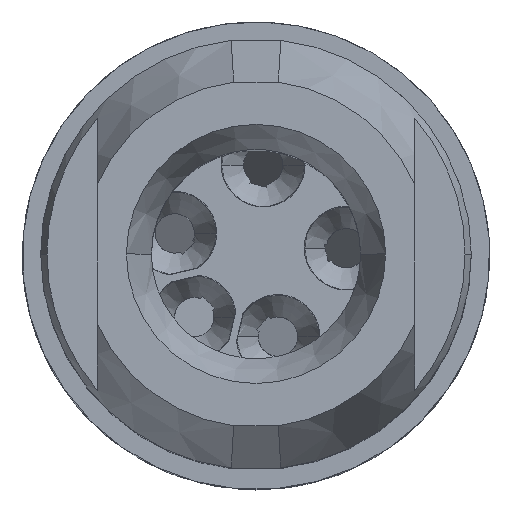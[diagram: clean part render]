
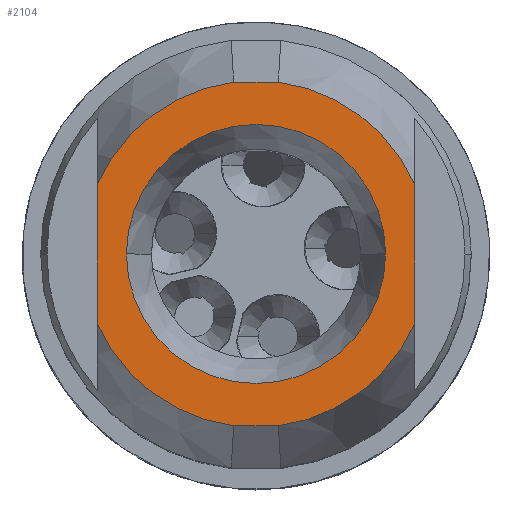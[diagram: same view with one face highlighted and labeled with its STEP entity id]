
A CAD part, top view. The second image highlights one B-rep face of the part: STEP entity #2104.
In plain terms, the highlighted planar face has unit normal (0, 0, 1).
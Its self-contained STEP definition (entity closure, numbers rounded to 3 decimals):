
#1756=AXIS2_PLACEMENT_3D('Circle Axis2P3D',#1754,#1755,$) ;
#1807=AXIS2_PLACEMENT_3D('Circle Axis2P3D',#1805,#1806,$) ;
#1868=AXIS2_PLACEMENT_3D('Circle Axis2P3D',#1866,#1867,$) ;
#1919=AXIS2_PLACEMENT_3D('Circle Axis2P3D',#1917,#1918,$) ;
#2056=AXIS2_PLACEMENT_3D('Plane Axis2P3D',#2053,#2054,#2055) ;
#2080=AXIS2_PLACEMENT_3D('Circle Axis2P3D',#2078,#2079,$) ;
#2089=AXIS2_PLACEMENT_3D('Circle Axis2P3D',#2087,#2088,$) ;
#2096=AXIS2_PLACEMENT_3D('Circle Axis2P3D',#2094,#2095,$) ;
#1710=CARTESIAN_POINT('Line Origine',(9.5,2.519,62.325)) ;
#1714=CARTESIAN_POINT('Vertex',(8.594,2.519,62.325)) ;
#1716=CARTESIAN_POINT('Vertex',(10.406,2.519,62.325)) ;
#1754=CARTESIAN_POINT('Axis2P3D Location',(9.5,9.5,62.325)) ;
#1758=CARTESIAN_POINT('Vertex',(3.05,6.68,62.325)) ;
#1802=CARTESIAN_POINT('Vertex',(3.05,12.32,62.325)) ;
#1805=CARTESIAN_POINT('Axis2P3D Location',(9.5,9.5,62.325)) ;
#1809=CARTESIAN_POINT('Vertex',(8.594,16.481,62.325)) ;
#1832=CARTESIAN_POINT('Line Origine',(9.5,16.481,62.325)) ;
#1836=CARTESIAN_POINT('Vertex',(10.406,16.481,62.325)) ;
#1866=CARTESIAN_POINT('Axis2P3D Location',(9.5,9.5,62.325)) ;
#1870=CARTESIAN_POINT('Vertex',(15.95,12.32,62.325)) ;
#1914=CARTESIAN_POINT('Vertex',(15.95,6.68,62.325)) ;
#1917=CARTESIAN_POINT('Axis2P3D Location',(9.5,9.5,62.325)) ;
#2053=CARTESIAN_POINT('Axis2P3D Location',(9.5,15.652,62.325)) ;
#2058=CARTESIAN_POINT('Line Origine',(3.05,9.5,62.325)) ;
#2063=CARTESIAN_POINT('Line Origine',(15.95,9.5,62.325)) ;
#2078=CARTESIAN_POINT('Axis2P3D Location',(9.5,9.5,62.325)) ;
#2082=CARTESIAN_POINT('Vertex',(9.5,14.764,62.325)) ;
#2084=CARTESIAN_POINT('Vertex',(4.236,9.5,62.325)) ;
#2087=CARTESIAN_POINT('Axis2P3D Location',(9.5,9.5,62.325)) ;
#2091=CARTESIAN_POINT('Vertex',(14.764,9.5,62.325)) ;
#2094=CARTESIAN_POINT('Axis2P3D Location',(9.5,9.5,62.325)) ;
#1711=DIRECTION('Vector Direction',(1.,0.,0.)) ;
#1755=DIRECTION('Axis2P3D Direction',(0.,0.,-1.)) ;
#1806=DIRECTION('Axis2P3D Direction',(0.,0.,-1.)) ;
#1833=DIRECTION('Vector Direction',(-1.,0.,0.)) ;
#1867=DIRECTION('Axis2P3D Direction',(0.,0.,-1.)) ;
#1918=DIRECTION('Axis2P3D Direction',(0.,0.,-1.)) ;
#2054=DIRECTION('Axis2P3D Direction',(0.,0.,1.)) ;
#2055=DIRECTION('Axis2P3D XDirection',(1.,0.,0.)) ;
#2059=DIRECTION('Vector Direction',(0.,-1.,0.)) ;
#2064=DIRECTION('Vector Direction',(0.,-1.,0.)) ;
#2079=DIRECTION('Axis2P3D Direction',(0.,0.,1.)) ;
#2088=DIRECTION('Axis2P3D Direction',(0.,0.,1.)) ;
#2095=DIRECTION('Axis2P3D Direction',(0.,0.,1.)) ;
#1712=VECTOR('Line Direction',#1711,1.) ;
#1834=VECTOR('Line Direction',#1833,1.) ;
#2060=VECTOR('Line Direction',#2059,1.) ;
#2065=VECTOR('Line Direction',#2064,1.) ;
#2069=ORIENTED_EDGE('',*,*,#1838,.T.) ;
#2070=ORIENTED_EDGE('',*,*,#1811,.F.) ;
#2071=ORIENTED_EDGE('',*,*,#2062,.T.) ;
#2072=ORIENTED_EDGE('',*,*,#1760,.F.) ;
#2073=ORIENTED_EDGE('',*,*,#1718,.T.) ;
#2074=ORIENTED_EDGE('',*,*,#1921,.F.) ;
#2075=ORIENTED_EDGE('',*,*,#2067,.F.) ;
#2076=ORIENTED_EDGE('',*,*,#1872,.F.) ;
#2100=ORIENTED_EDGE('',*,*,#2086,.F.) ;
#2101=ORIENTED_EDGE('',*,*,#2093,.F.) ;
#2102=ORIENTED_EDGE('',*,*,#2098,.F.) ;
#2103=FACE_BOUND('',#2099,.T.) ;
#2104=ADVANCED_FACE('Volumenk\X2\00F6\X0\rper2',(#2077,#2103),#2057,.T.) ;
#1757=CIRCLE('generated circle',#1756,7.039) ;
#1808=CIRCLE('generated circle',#1807,7.039) ;
#1869=CIRCLE('generated circle',#1868,7.039) ;
#1920=CIRCLE('generated circle',#1919,7.039) ;
#2081=CIRCLE('generated circle',#2080,5.264) ;
#2090=CIRCLE('generated circle',#2089,5.264) ;
#2097=CIRCLE('generated circle',#2096,5.264) ;
#1718=EDGE_CURVE('',#1715,#1717,#1713,.T.) ;
#1760=EDGE_CURVE('',#1715,#1759,#1757,.T.) ;
#1811=EDGE_CURVE('',#1803,#1810,#1808,.T.) ;
#1838=EDGE_CURVE('',#1837,#1810,#1835,.T.) ;
#1872=EDGE_CURVE('',#1837,#1871,#1869,.T.) ;
#1921=EDGE_CURVE('',#1915,#1717,#1920,.T.) ;
#2062=EDGE_CURVE('',#1803,#1759,#2061,.T.) ;
#2067=EDGE_CURVE('',#1871,#1915,#2066,.T.) ;
#2086=EDGE_CURVE('',#2083,#2085,#2081,.T.) ;
#2093=EDGE_CURVE('',#2092,#2083,#2090,.T.) ;
#2098=EDGE_CURVE('',#2085,#2092,#2097,.T.) ;
#2068=EDGE_LOOP('',(#2069,#2070,#2071,#2072,#2073,#2074,#2075,#2076)) ;
#2099=EDGE_LOOP('',(#2100,#2101,#2102)) ;
#2077=FACE_OUTER_BOUND('',#2068,.T.) ;
#1713=LINE('Line',#1710,#1712) ;
#1835=LINE('Line',#1832,#1834) ;
#2061=LINE('Line',#2058,#2060) ;
#2066=LINE('Line',#2063,#2065) ;
#2057=PLANE('',#2056) ;
#1715=VERTEX_POINT('',#1714) ;
#1717=VERTEX_POINT('',#1716) ;
#1759=VERTEX_POINT('',#1758) ;
#1803=VERTEX_POINT('',#1802) ;
#1810=VERTEX_POINT('',#1809) ;
#1837=VERTEX_POINT('',#1836) ;
#1871=VERTEX_POINT('',#1870) ;
#1915=VERTEX_POINT('',#1914) ;
#2083=VERTEX_POINT('',#2082) ;
#2085=VERTEX_POINT('',#2084) ;
#2092=VERTEX_POINT('',#2091) ;
